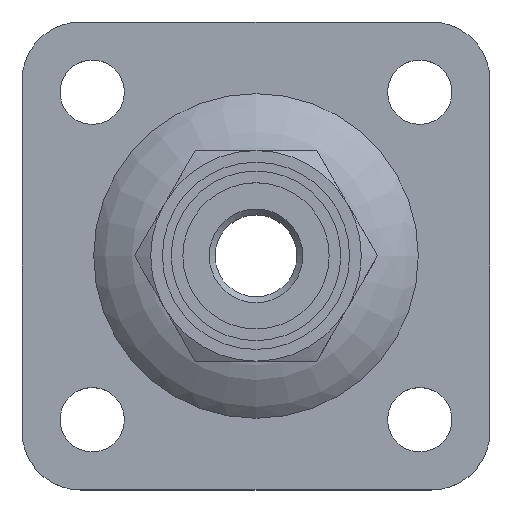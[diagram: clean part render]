
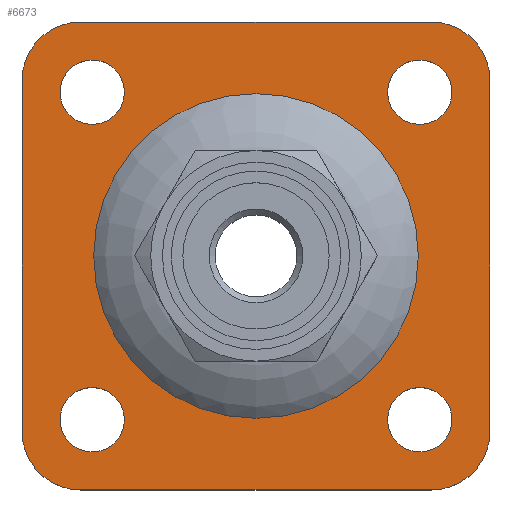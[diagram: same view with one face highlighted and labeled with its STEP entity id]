
A CAD part, top view. The second image highlights one B-rep face of the part: STEP entity #6673.
In plain terms, the highlighted planar face has unit normal (0, 0, 1).
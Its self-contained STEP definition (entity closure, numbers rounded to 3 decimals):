
#66 = ORIENTED_EDGE ( 'NONE', *, *, #8448, .F. ) ;
#122 = ORIENTED_EDGE ( 'NONE', *, *, #4361, .F. ) ;
#263 = AXIS2_PLACEMENT_3D ( 'NONE', #9777, #13515, #9927 ) ;
#442 = ORIENTED_EDGE ( 'NONE', *, *, #7161, .T. ) ;
#767 = CIRCLE ( 'NONE', #13237, 27.75 ) ;
#928 = CARTESIAN_POINT ( 'NONE',  ( -30., -30., 5. ) ) ;
#1092 = DIRECTION ( 'NONE',  ( 1., 0., 0. ) ) ;
#1150 = CARTESIAN_POINT ( 'NONE',  ( -28., -28., 5. ) ) ;
#1197 = AXIS2_PLACEMENT_3D ( 'NONE', #928, #15381, #10955 ) ;
#1262 = AXIS2_PLACEMENT_3D ( 'NONE', #5701, #11494, #5498 ) ;
#1359 = VERTEX_POINT ( 'NONE', #5812 ) ;
#1365 = CIRCLE ( 'NONE', #3662, 5.5 ) ;
#1448 = DIRECTION ( 'NONE',  ( 0., 1., 0. ) ) ;
#1463 = CARTESIAN_POINT ( 'NONE',  ( 0., 27.75, 5. ) ) ;
#1522 = CARTESIAN_POINT ( 'NONE',  ( 0., 0., 5. ) ) ;
#1548 = VECTOR ( 'NONE', #6892, 1000. ) ;
#1883 = EDGE_CURVE ( 'NONE', #10470, #10470, #3033, .T. ) ;
#1905 = FACE_BOUND ( 'NONE', #11762, .T. ) ;
#2153 = DIRECTION ( 'NONE',  ( 1., 0., 0. ) ) ;
#2497 = EDGE_CURVE ( 'NONE', #13293, #14196, #3194, .T. ) ;
#2625 = CARTESIAN_POINT ( 'NONE',  ( 30., 40., 5. ) ) ;
#2724 = CARTESIAN_POINT ( 'NONE',  ( 0., 40., 5. ) ) ;
#2736 = CARTESIAN_POINT ( 'NONE',  ( 27.75, 0., 5. ) ) ;
#2816 = PLANE ( 'NONE',  #5778 ) ;
#2957 = EDGE_CURVE ( 'NONE', #1359, #12819, #14680, .T. ) ;
#2958 = DIRECTION ( 'NONE',  ( 1., 0., 0. ) ) ;
#3033 = CIRCLE ( 'NONE', #5004, 5.5 ) ;
#3146 = CARTESIAN_POINT ( 'NONE',  ( -30., -40., 5. ) ) ;
#3194 = LINE ( 'NONE', #2724, #4322 ) ;
#3351 = CIRCLE ( 'NONE', #5582, 10. ) ;
#3662 = AXIS2_PLACEMENT_3D ( 'NONE', #10145, #10094, #2958 ) ;
#4082 = EDGE_CURVE ( 'NONE', #14755, #14196, #3351, .T. ) ;
#4322 = VECTOR ( 'NONE', #11448, 1000. ) ;
#4361 = EDGE_CURVE ( 'NONE', #10671, #10671, #9543, .T. ) ;
#4375 = VERTEX_POINT ( 'NONE', #10471 ) ;
#4711 = EDGE_LOOP ( 'NONE', ( #122 ) ) ;
#4783 = EDGE_CURVE ( 'NONE', #13099, #13099, #1365, .T. ) ;
#4970 = DIRECTION ( 'NONE',  ( -1., 0., 0. ) ) ;
#5004 = AXIS2_PLACEMENT_3D ( 'NONE', #5870, #9375, #2153 ) ;
#5042 = CARTESIAN_POINT ( 'NONE',  ( -22.5, 28., 5. ) ) ;
#5071 = CARTESIAN_POINT ( 'NONE',  ( 40., 30., 5. ) ) ;
#5349 = EDGE_CURVE ( 'NONE', #4375, #14755, #10941, .T. ) ;
#5498 = DIRECTION ( 'NONE',  ( 1., 0., 0. ) ) ;
#5582 = AXIS2_PLACEMENT_3D ( 'NONE', #6012, #10756, #13320 ) ;
#5628 = EDGE_CURVE ( 'NONE', #13293, #11404, #11693, .T. ) ;
#5669 = EDGE_CURVE ( 'NONE', #1359, #11404, #8075, .T. ) ;
#5701 = CARTESIAN_POINT ( 'NONE',  ( 28., -28., 5. ) ) ;
#5778 = AXIS2_PLACEMENT_3D ( 'NONE', #1463, #12370, #4970 ) ;
#5812 = CARTESIAN_POINT ( 'NONE',  ( -40., -30., 5. ) ) ;
#5870 = CARTESIAN_POINT ( 'NONE',  ( 28., 28., 5. ) ) ;
#5943 = CARTESIAN_POINT ( 'NONE',  ( -40., 30., 5. ) ) ;
#6012 = CARTESIAN_POINT ( 'NONE',  ( 30., 30., 5. ) ) ;
#6186 = LINE ( 'NONE', #10334, #9010 ) ;
#6261 = CARTESIAN_POINT ( 'NONE',  ( 30., -40., 5. ) ) ;
#6357 = DIRECTION ( 'NONE',  ( 0., 0., 1. ) ) ;
#6623 = ORIENTED_EDGE ( 'NONE', *, *, #4783, .F. ) ;
#6673 = ADVANCED_FACE ( 'NONE', ( #14486, #10905, #1905, #14305, #11106, #12791 ), #2816, .F. ) ;
#6892 = DIRECTION ( 'NONE',  ( 0., 1., 0. ) ) ;
#7106 = DIRECTION ( 'NONE',  ( 0., 0., 1. ) ) ;
#7161 = EDGE_CURVE ( 'NONE', #12819, #15157, #6186, .T. ) ;
#7256 = VERTEX_POINT ( 'NONE', #14784 ) ;
#7321 = ORIENTED_EDGE ( 'NONE', *, *, #2497, .F. ) ;
#7401 = CARTESIAN_POINT ( 'NONE',  ( -40., 0., 5. ) ) ;
#8075 = LINE ( 'NONE', #7401, #12060 ) ;
#8448 = EDGE_CURVE ( 'NONE', #7256, #7256, #14681, .T. ) ;
#8552 = EDGE_CURVE ( 'NONE', #14053, #14053, #767, .T. ) ;
#8646 = CARTESIAN_POINT ( 'NONE',  ( 33.5, 28., 5. ) ) ;
#8765 = CARTESIAN_POINT ( 'NONE',  ( 30., -30., 5. ) ) ;
#8777 = EDGE_LOOP ( 'NONE', ( #6623 ) ) ;
#9010 = VECTOR ( 'NONE', #10286, 1000. ) ;
#9155 = CIRCLE ( 'NONE', #14561, 10. ) ;
#9375 = DIRECTION ( 'NONE',  ( 0., 0., 1. ) ) ;
#9543 = CIRCLE ( 'NONE', #1262, 5.5 ) ;
#9772 = ORIENTED_EDGE ( 'NONE', *, *, #15168, .T. ) ;
#9777 = CARTESIAN_POINT ( 'NONE',  ( -30., 30., 5. ) ) ;
#9927 = DIRECTION ( 'NONE',  ( -1., 0., 0. ) ) ;
#10060 = ORIENTED_EDGE ( 'NONE', *, *, #4082, .T. ) ;
#10094 = DIRECTION ( 'NONE',  ( 0., 0., 1. ) ) ;
#10145 = CARTESIAN_POINT ( 'NONE',  ( -28., 28., 5. ) ) ;
#10286 = DIRECTION ( 'NONE',  ( 1., 0., 0. ) ) ;
#10317 = AXIS2_PLACEMENT_3D ( 'NONE', #1150, #7106, #1092 ) ;
#10334 = CARTESIAN_POINT ( 'NONE',  ( 0., -40., 5. ) ) ;
#10470 = VERTEX_POINT ( 'NONE', #8646 ) ;
#10471 = CARTESIAN_POINT ( 'NONE',  ( 40., -30., 5. ) ) ;
#10671 = VERTEX_POINT ( 'NONE', #12300 ) ;
#10756 = DIRECTION ( 'NONE',  ( 0., 0., 1. ) ) ;
#10905 = FACE_BOUND ( 'NONE', #8777, .T. ) ;
#10941 = LINE ( 'NONE', #15389, #1548 ) ;
#10955 = DIRECTION ( 'NONE',  ( -1., 0., 0. ) ) ;
#11105 = DIRECTION ( 'NONE',  ( -1., 0., 0. ) ) ;
#11106 = FACE_BOUND ( 'NONE', #12986, .T. ) ;
#11404 = VERTEX_POINT ( 'NONE', #5943 ) ;
#11448 = DIRECTION ( 'NONE',  ( 1., 0., 0. ) ) ;
#11494 = DIRECTION ( 'NONE',  ( 0., 0., 1. ) ) ;
#11693 = CIRCLE ( 'NONE', #263, 10. ) ;
#11762 = EDGE_LOOP ( 'NONE', ( #12973 ) ) ;
#12060 = VECTOR ( 'NONE', #1448, 1000. ) ;
#12141 = ORIENTED_EDGE ( 'NONE', *, *, #8552, .F. ) ;
#12300 = CARTESIAN_POINT ( 'NONE',  ( 33.5, -28., 5. ) ) ;
#12370 = DIRECTION ( 'NONE',  ( 0., 0., -1. ) ) ;
#12791 = FACE_OUTER_BOUND ( 'NONE', #14166, .T. ) ;
#12819 = VERTEX_POINT ( 'NONE', #3146 ) ;
#12973 = ORIENTED_EDGE ( 'NONE', *, *, #1883, .F. ) ;
#12986 = EDGE_LOOP ( 'NONE', ( #12141 ) ) ;
#13015 = ORIENTED_EDGE ( 'NONE', *, *, #5628, .T. ) ;
#13099 = VERTEX_POINT ( 'NONE', #5042 ) ;
#13197 = ORIENTED_EDGE ( 'NONE', *, *, #2957, .T. ) ;
#13237 = AXIS2_PLACEMENT_3D ( 'NONE', #1522, #13384, #13434 ) ;
#13293 = VERTEX_POINT ( 'NONE', #15493 ) ;
#13320 = DIRECTION ( 'NONE',  ( -1., 0., 0. ) ) ;
#13384 = DIRECTION ( 'NONE',  ( 0., 0., 1. ) ) ;
#13434 = DIRECTION ( 'NONE',  ( 1., 0., 0. ) ) ;
#13445 = ORIENTED_EDGE ( 'NONE', *, *, #5669, .F. ) ;
#13515 = DIRECTION ( 'NONE',  ( 0., 0., 1. ) ) ;
#13834 = ORIENTED_EDGE ( 'NONE', *, *, #5349, .T. ) ;
#14053 = VERTEX_POINT ( 'NONE', #2736 ) ;
#14166 = EDGE_LOOP ( 'NONE', ( #13834, #10060, #7321, #13015, #13445, #13197, #442, #9772 ) ) ;
#14196 = VERTEX_POINT ( 'NONE', #2625 ) ;
#14214 = EDGE_LOOP ( 'NONE', ( #66 ) ) ;
#14305 = FACE_BOUND ( 'NONE', #4711, .T. ) ;
#14486 = FACE_BOUND ( 'NONE', #14214, .T. ) ;
#14561 = AXIS2_PLACEMENT_3D ( 'NONE', #8765, #6357, #11105 ) ;
#14680 = CIRCLE ( 'NONE', #1197, 10. ) ;
#14681 = CIRCLE ( 'NONE', #10317, 5.5 ) ;
#14755 = VERTEX_POINT ( 'NONE', #5071 ) ;
#14784 = CARTESIAN_POINT ( 'NONE',  ( -22.5, -28., 5. ) ) ;
#15157 = VERTEX_POINT ( 'NONE', #6261 ) ;
#15168 = EDGE_CURVE ( 'NONE', #15157, #4375, #9155, .T. ) ;
#15381 = DIRECTION ( 'NONE',  ( 0., 0., 1. ) ) ;
#15389 = CARTESIAN_POINT ( 'NONE',  ( 40., 0., 5. ) ) ;
#15493 = CARTESIAN_POINT ( 'NONE',  ( -30., 40., 5. ) ) ;
